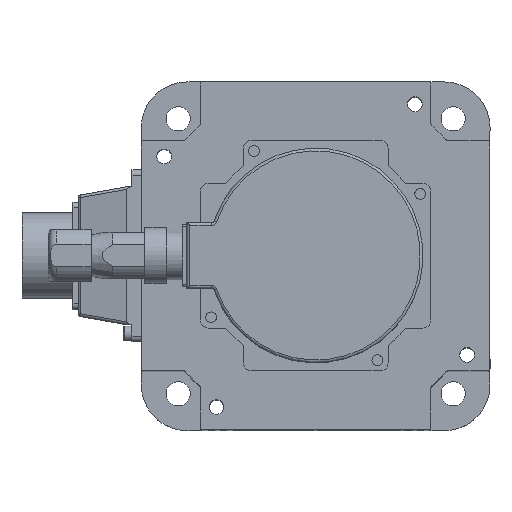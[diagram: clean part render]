
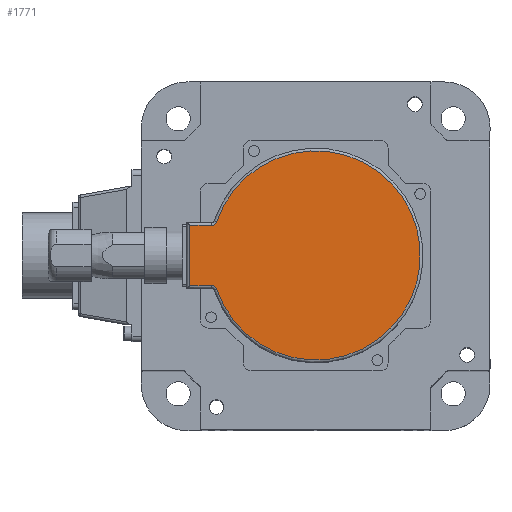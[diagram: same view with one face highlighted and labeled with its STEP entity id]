
A CAD part, top view. The second image highlights one B-rep face of the part: STEP entity #1771.
In plain terms, the highlighted planar face has unit normal (0, 0, 1).
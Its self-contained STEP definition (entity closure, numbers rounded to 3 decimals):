
#275 = DIRECTION ( 'NONE',  ( 0., 1., 0. ) ) ;
#637 = CARTESIAN_POINT ( 'NONE',  ( -38.8, 13.25, 116.5 ) ) ;
#1005 = VERTEX_POINT ( 'NONE', #11353 ) ;
#1123 = VERTEX_POINT ( 'NONE', #4633 ) ;
#1464 = EDGE_CURVE ( 'NONE', #1622, #8562, #13223, .T. ) ;
#1622 = VERTEX_POINT ( 'NONE', #9686 ) ;
#1748 = DIRECTION ( 'NONE',  ( 0., 1., 0. ) ) ;
#1771 = ADVANCED_FACE ( 'NONE', ( #13380 ), #12210, .T. ) ;
#1856 = ORIENTED_EDGE ( 'NONE', *, *, #12532, .T. ) ;
#1935 = CARTESIAN_POINT ( 'NONE',  ( -38.8, -11.25, 116.5 ) ) ;
#1939 = VECTOR ( 'NONE', #6046, 1000. ) ;
#2472 = AXIS2_PLACEMENT_3D ( 'NONE', #12134, #11995, #12034 ) ;
#2969 = CARTESIAN_POINT ( 'NONE',  ( -38.8, -11.25, 116.5 ) ) ;
#3436 = ORIENTED_EDGE ( 'NONE', *, *, #1464, .T. ) ;
#4350 = VECTOR ( 'NONE', #8146, 1000. ) ;
#4633 = CARTESIAN_POINT ( 'NONE',  ( -38.8, 11.25, 116.5 ) ) ;
#5203 = ORIENTED_EDGE ( 'NONE', *, *, #9038, .T. ) ;
#5615 = CARTESIAN_POINT ( 'NONE',  ( -47., -12.25, 116.5 ) ) ;
#5753 = EDGE_CURVE ( 'NONE', #1123, #1622, #9742, .T. ) ;
#6046 = DIRECTION ( 'NONE',  ( 0., -1., 0. ) ) ;
#6051 = CIRCLE ( 'NONE', #10180, 2. ) ;
#6115 = CARTESIAN_POINT ( 'NONE',  ( 0., 0., 116.5 ) ) ;
#6793 = DIRECTION ( 'NONE',  ( 0., 0., -1. ) ) ;
#7040 = AXIS2_PLACEMENT_3D ( 'NONE', #637, #8223, #1748 ) ;
#7112 = EDGE_CURVE ( 'NONE', #11397, #1005, #6051, .T. ) ;
#7181 = DIRECTION ( 'NONE',  ( 0., 1., 0. ) ) ;
#7665 = ORIENTED_EDGE ( 'NONE', *, *, #5753, .T. ) ;
#7821 = EDGE_LOOP ( 'NONE', ( #7665, #3436, #1856, #9965, #5203, #12872 ) ) ;
#8113 = LINE ( 'NONE', #1935, #11216 ) ;
#8146 = DIRECTION ( 'NONE',  ( -1., 0., 0. ) ) ;
#8222 = CARTESIAN_POINT ( 'NONE',  ( -47., -11.25, 116.5 ) ) ;
#8223 = DIRECTION ( 'NONE',  ( 0., 0., -1. ) ) ;
#8399 = DIRECTION ( 'NONE',  ( 1., 0., 0. ) ) ;
#8562 = VERTEX_POINT ( 'NONE', #8222 ) ;
#8995 = CIRCLE ( 'NONE', #9356, 39. ) ;
#9038 = EDGE_CURVE ( 'NONE', #1005, #11303, #8995, .T. ) ;
#9356 = AXIS2_PLACEMENT_3D ( 'NONE', #6115, #13421, #7181 ) ;
#9686 = CARTESIAN_POINT ( 'NONE',  ( -47., 11.25, 116.5 ) ) ;
#9742 = LINE ( 'NONE', #13313, #4350 ) ;
#9965 = ORIENTED_EDGE ( 'NONE', *, *, #7112, .T. ) ;
#10180 = AXIS2_PLACEMENT_3D ( 'NONE', #13051, #6793, #275 ) ;
#11216 = VECTOR ( 'NONE', #8399, 1000. ) ;
#11258 = CARTESIAN_POINT ( 'NONE',  ( -36.907, 12.604, 116.5 ) ) ;
#11303 = VERTEX_POINT ( 'NONE', #11258 ) ;
#11353 = CARTESIAN_POINT ( 'NONE',  ( -36.907, -12.604, 116.5 ) ) ;
#11397 = VERTEX_POINT ( 'NONE', #2969 ) ;
#11995 = DIRECTION ( 'NONE',  ( 0., 0., 1. ) ) ;
#12034 = DIRECTION ( 'NONE',  ( 0., 1., 0. ) ) ;
#12134 = CARTESIAN_POINT ( 'NONE',  ( 0., 0., 116.5 ) ) ;
#12169 = CIRCLE ( 'NONE', #7040, 2. ) ;
#12210 = PLANE ( 'NONE',  #2472 ) ;
#12404 = EDGE_CURVE ( 'NONE', #11303, #1123, #12169, .T. ) ;
#12532 = EDGE_CURVE ( 'NONE', #8562, #11397, #8113, .T. ) ;
#12872 = ORIENTED_EDGE ( 'NONE', *, *, #12404, .T. ) ;
#13051 = CARTESIAN_POINT ( 'NONE',  ( -38.8, -13.25, 116.5 ) ) ;
#13223 = LINE ( 'NONE', #5615, #1939 ) ;
#13313 = CARTESIAN_POINT ( 'NONE',  ( -48., 11.25, 116.5 ) ) ;
#13380 = FACE_OUTER_BOUND ( 'NONE', #7821, .T. ) ;
#13421 = DIRECTION ( 'NONE',  ( 0., 0., 1. ) ) ;
